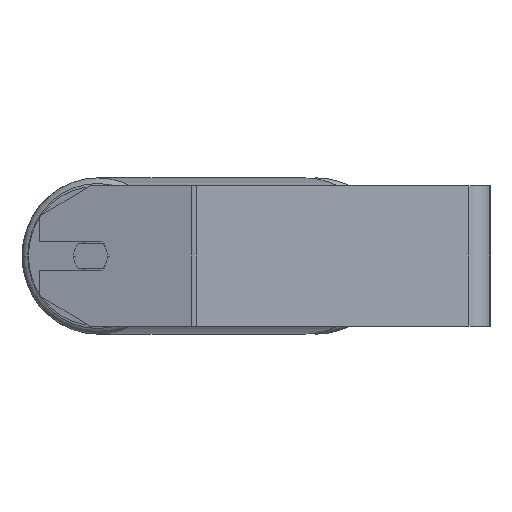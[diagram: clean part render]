
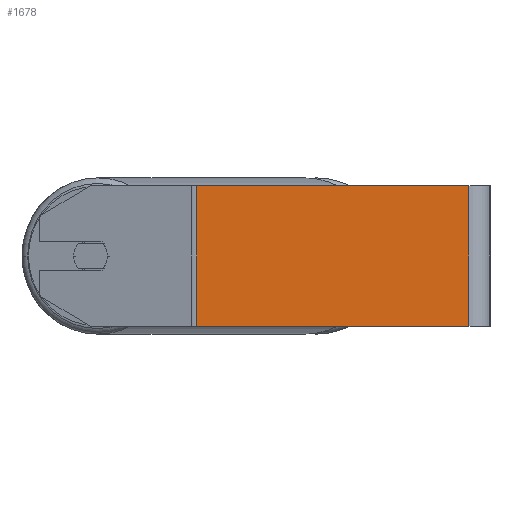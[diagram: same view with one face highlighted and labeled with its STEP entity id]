
A CAD part, left-side view. The second image highlights one B-rep face of the part: STEP entity #1678.
In plain terms, the highlighted planar face has unit normal (-1, 0, 0).
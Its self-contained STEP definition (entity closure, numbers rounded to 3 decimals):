
#52 = CARTESIAN_POINT ( 'NONE',  ( -745., 168.575, -40. ) ) ;
#360 = DIRECTION ( 'NONE',  ( 0., 0., -1. ) ) ;
#625 = CARTESIAN_POINT ( 'NONE',  ( -745., 168.575, 40. ) ) ;
#675 = VECTOR ( 'NONE', #360, 1000. ) ;
#915 = ORIENTED_EDGE ( 'NONE', *, *, #5839, .T. ) ;
#918 = VERTEX_POINT ( 'NONE', #2478 ) ;
#940 = LINE ( 'NONE', #6293, #2521 ) ;
#989 = DIRECTION ( 'NONE',  ( 0., 0., -1. ) ) ;
#1150 = DIRECTION ( 'NONE',  ( 1., 0., 0. ) ) ;
#1374 = DIRECTION ( 'NONE',  ( 0., -1., 0. ) ) ;
#1678 = ADVANCED_FACE ( 'NONE', ( #1799 ), #3930, .F. ) ;
#1799 = FACE_OUTER_BOUND ( 'NONE', #2126, .T. ) ;
#2126 = EDGE_LOOP ( 'NONE', ( #2308, #4774, #6686, #915 ) ) ;
#2247 = VECTOR ( 'NONE', #1374, 1000. ) ;
#2308 = ORIENTED_EDGE ( 'NONE', *, *, #6114, .T. ) ;
#2424 = LINE ( 'NONE', #8456, #675 ) ;
#2478 = CARTESIAN_POINT ( 'NONE',  ( -745., 12., -40. ) ) ;
#2521 = VECTOR ( 'NONE', #989, 1000. ) ;
#3133 = EDGE_CURVE ( 'NONE', #6878, #918, #2424, .T. ) ;
#3930 = PLANE ( 'NONE',  #7613 ) ;
#3991 = VERTEX_POINT ( 'NONE', #6000 ) ;
#4062 = LINE ( 'NONE', #625, #8083 ) ;
#4426 = DIRECTION ( 'NONE',  ( 0., 0., -1. ) ) ;
#4745 = CARTESIAN_POINT ( 'NONE',  ( -745., 12., 40. ) ) ;
#4774 = ORIENTED_EDGE ( 'NONE', *, *, #3133, .F. ) ;
#5839 = EDGE_CURVE ( 'NONE', #3991, #7093, #940, .T. ) ;
#6000 = CARTESIAN_POINT ( 'NONE',  ( -745., 166.995, 40. ) ) ;
#6114 = EDGE_CURVE ( 'NONE', #7093, #918, #7526, .T. ) ;
#6293 = CARTESIAN_POINT ( 'NONE',  ( -745., 166.995, 40. ) ) ;
#6686 = ORIENTED_EDGE ( 'NONE', *, *, #8420, .F. ) ;
#6878 = VERTEX_POINT ( 'NONE', #4745 ) ;
#7093 = VERTEX_POINT ( 'NONE', #7784 ) ;
#7526 = LINE ( 'NONE', #52, #2247 ) ;
#7613 = AXIS2_PLACEMENT_3D ( 'NONE', #8538, #1150, #4426 ) ;
#7784 = CARTESIAN_POINT ( 'NONE',  ( -745., 166.995, -40. ) ) ;
#8083 = VECTOR ( 'NONE', #8714, 1000. ) ;
#8420 = EDGE_CURVE ( 'NONE', #3991, #6878, #4062, .T. ) ;
#8456 = CARTESIAN_POINT ( 'NONE',  ( -745., 12., 40. ) ) ;
#8538 = CARTESIAN_POINT ( 'NONE',  ( -745., 168.575, 40. ) ) ;
#8714 = DIRECTION ( 'NONE',  ( 0., -1., 0. ) ) ;
